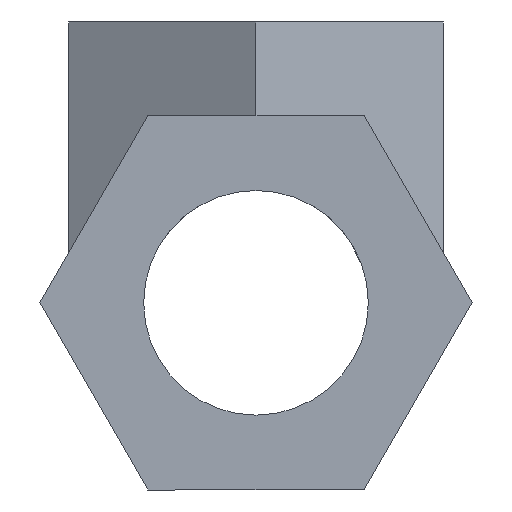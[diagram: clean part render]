
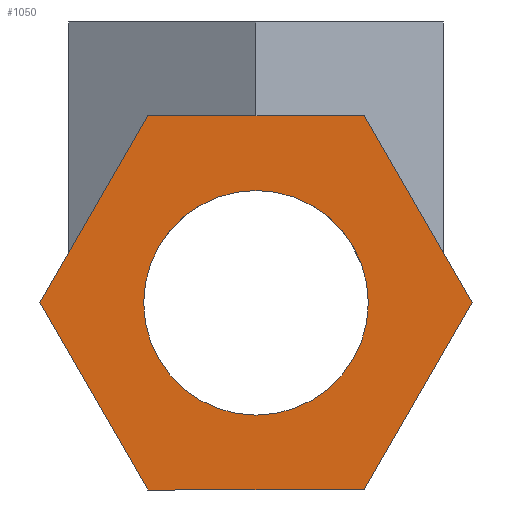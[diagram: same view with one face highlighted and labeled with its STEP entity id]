
A CAD part, left-side view. The second image highlights one B-rep face of the part: STEP entity #1050.
In plain terms, the highlighted planar face has unit normal (-1, 0, 0).
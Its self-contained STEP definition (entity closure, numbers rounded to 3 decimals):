
#40=FACE_BOUND('',#217,.T.);
#90=PLANE('',#1158);
#150=FACE_OUTER_BOUND('',#216,.T.);
#216=EDGE_LOOP('',(#975,#976,#977,#978,#979,#980));
#217=EDGE_LOOP('',(#981));
#235=CIRCLE('',#1151,6.);
#339=LINE('',#2251,#445);
#344=LINE('',#2265,#450);
#347=LINE('',#2271,#453);
#350=LINE('',#2277,#456);
#354=LINE('',#2284,#460);
#356=LINE('',#2287,#462);
#445=VECTOR('',#1393,10.);
#450=VECTOR('',#1408,10.);
#453=VECTOR('',#1413,10.);
#456=VECTOR('',#1418,10.);
#460=VECTOR('',#1424,10.);
#462=VECTOR('',#1428,10.);
#541=VERTEX_POINT('',#2248);
#542=VERTEX_POINT('',#2250);
#545=VERTEX_POINT('',#2260);
#546=VERTEX_POINT('',#2264);
#548=VERTEX_POINT('',#2270);
#550=VERTEX_POINT('',#2276);
#552=VERTEX_POINT('',#2282);
#676=EDGE_CURVE('',#541,#542,#339,.T.);
#682=EDGE_CURVE('',#545,#545,#235,.T.);
#683=EDGE_CURVE('',#546,#541,#344,.T.);
#686=EDGE_CURVE('',#548,#546,#347,.T.);
#689=EDGE_CURVE('',#550,#548,#350,.T.);
#693=EDGE_CURVE('',#552,#550,#354,.T.);
#695=EDGE_CURVE('',#542,#552,#356,.T.);
#975=ORIENTED_EDGE('',*,*,#695,.F.);
#976=ORIENTED_EDGE('',*,*,#676,.F.);
#977=ORIENTED_EDGE('',*,*,#683,.F.);
#978=ORIENTED_EDGE('',*,*,#686,.F.);
#979=ORIENTED_EDGE('',*,*,#689,.F.);
#980=ORIENTED_EDGE('',*,*,#693,.F.);
#981=ORIENTED_EDGE('',*,*,#682,.F.);
#1050=ADVANCED_FACE('',(#150,#40),#90,.F.);
#1151=AXIS2_PLACEMENT_3D('',#2262,#1404,#1405);
#1158=AXIS2_PLACEMENT_3D('',#2289,#1431,#1432);
#1393=DIRECTION('',(0.,-0.5,0.866));
#1404=DIRECTION('center_axis',(-1.,0.,0.));
#1405=DIRECTION('ref_axis',(0.,1.,0.));
#1408=DIRECTION('',(0.,0.5,0.866));
#1413=DIRECTION('',(0.,1.,0.));
#1418=DIRECTION('',(0.,0.5,-0.866));
#1424=DIRECTION('',(0.,-0.5,-0.866));
#1428=DIRECTION('',(0.,-1.,0.));
#1431=DIRECTION('center_axis',(1.,0.,0.));
#1432=DIRECTION('ref_axis',(0.,1.,0.));
#2248=CARTESIAN_POINT('',(0.,11.547,0.));
#2250=CARTESIAN_POINT('',(0.,5.774,10.));
#2251=CARTESIAN_POINT('',(0.,11.547,0.));
#2260=CARTESIAN_POINT('',(0.,-6.,0.));
#2262=CARTESIAN_POINT('Origin',(0.,0.,0.));
#2264=CARTESIAN_POINT('',(0.,5.774,-10.));
#2265=CARTESIAN_POINT('',(0.,5.774,-10.));
#2270=CARTESIAN_POINT('',(0.,-5.774,-10.));
#2271=CARTESIAN_POINT('',(0.,-5.774,-10.));
#2276=CARTESIAN_POINT('',(0.,-11.547,0.));
#2277=CARTESIAN_POINT('',(0.,-11.547,0.));
#2282=CARTESIAN_POINT('',(0.,-5.774,10.));
#2284=CARTESIAN_POINT('',(0.,-5.774,10.));
#2287=CARTESIAN_POINT('',(0.,5.774,10.));
#2289=CARTESIAN_POINT('Origin',(0.,0.,0.));
